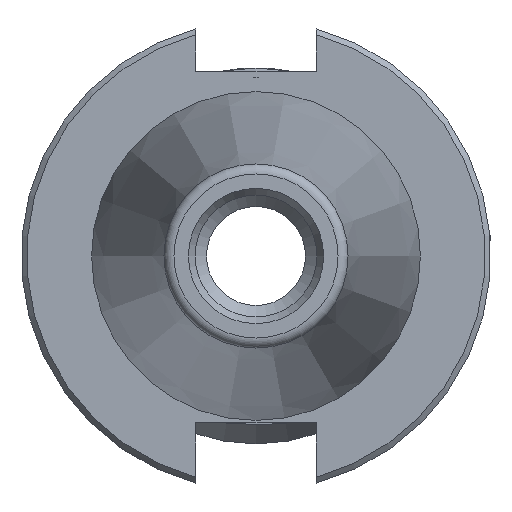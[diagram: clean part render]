
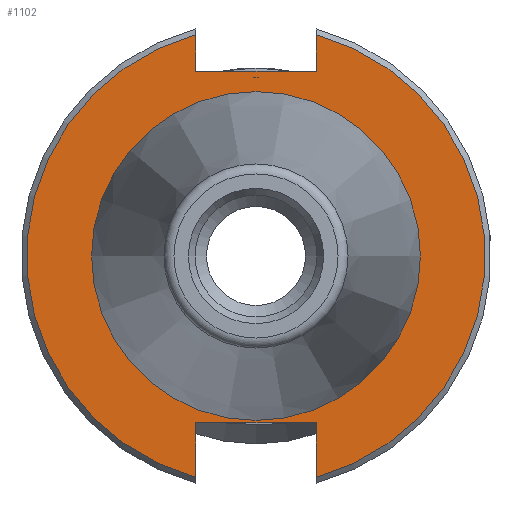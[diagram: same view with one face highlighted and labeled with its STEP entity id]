
A CAD part, left-side view. The second image highlights one B-rep face of the part: STEP entity #1102.
In plain terms, the highlighted planar face has unit normal (-1, 0, 0).
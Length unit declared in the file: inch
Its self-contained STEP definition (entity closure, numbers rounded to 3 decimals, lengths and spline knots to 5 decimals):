
#715=CARTESIAN_POINT('',(0.125,0.32,-0.888));
#716=VERTEX_POINT('',#715);
#723=CARTESIAN_POINT('',(0.125,0.32,-1.17729));
#724=VERTEX_POINT('',#723);
#725=CARTESIAN_POINT('',(0.125,0.32,-1.17729));
#726=DIRECTION('',(0.0,0.0,1.0));
#727=VECTOR('',#726,0.28929);
#728=LINE('',#725,#727);
#729=EDGE_CURVE('',#724,#716,#728,.T.);
#971=CARTESIAN_POINT('',(0.125,-0.32,-1.17729));
#972=VERTEX_POINT('',#971);
#986=CARTESIAN_POINT('',(0.125,-0.32,-0.888));
#987=VERTEX_POINT('',#986);
#988=CARTESIAN_POINT('',(0.125,-0.32,-0.888));
#989=DIRECTION('',(0.0,0.0,-1.0));
#990=VECTOR('',#989,0.28929);
#991=LINE('',#988,#990);
#992=EDGE_CURVE('',#987,#972,#991,.T.);
#1019=CARTESIAN_POINT('',(0.125,-0.32,1.17729));
#1020=VERTEX_POINT('',#1019);
#1034=CARTESIAN_POINT('',(0.125,0.0,0.0));
#1035=DIRECTION('',(1.0,0.0,0.0));
#1036=DIRECTION('',(0.0,-1.0,0.0));
#1037=AXIS2_PLACEMENT_3D('',#1034,#1035,#1036);
#1038=CIRCLE('',#1037,1.22);
#1039=EDGE_CURVE('',#1020,#972,#1038,.T.);
#1044=CARTESIAN_POINT('',(0.125,1.0625,0.0));
#1045=DIRECTION('',(-1.0,0.0,0.0));
#1046=DIRECTION('',(0.0,0.0,1.0));
#1047=AXIS2_PLACEMENT_3D('',#1044,#1045,#1046);
#1048=PLANE('',#1047);
#1049=ORIENTED_EDGE('',*,*,#1039,.F.);
#1050=CARTESIAN_POINT('',(0.125,-0.32,0.983));
#1051=VERTEX_POINT('',#1050);
#1052=CARTESIAN_POINT('',(0.125,-0.32,1.17729));
#1053=DIRECTION('',(0.0,0.0,-1.0));
#1054=VECTOR('',#1053,0.19429);
#1055=LINE('',#1052,#1054);
#1056=EDGE_CURVE('',#1020,#1051,#1055,.T.);
#1057=ORIENTED_EDGE('',*,*,#1056,.T.);
#1058=CARTESIAN_POINT('',(0.125,0.32,0.983));
#1059=VERTEX_POINT('',#1058);
#1060=CARTESIAN_POINT('',(0.125,-0.32,0.983));
#1061=DIRECTION('',(0.0,1.0,0.0));
#1062=VECTOR('',#1061,0.64);
#1063=LINE('',#1060,#1062);
#1064=EDGE_CURVE('',#1051,#1059,#1063,.T.);
#1065=ORIENTED_EDGE('',*,*,#1064,.T.);
#1066=CARTESIAN_POINT('',(0.125,0.32,1.17729));
#1067=VERTEX_POINT('',#1066);
#1068=CARTESIAN_POINT('',(0.125,0.32,0.983));
#1069=DIRECTION('',(0.0,0.0,1.0));
#1070=VECTOR('',#1069,0.19429);
#1071=LINE('',#1068,#1070);
#1072=EDGE_CURVE('',#1059,#1067,#1071,.T.);
#1073=ORIENTED_EDGE('',*,*,#1072,.T.);
#1074=CARTESIAN_POINT('',(0.125,0.0,0.0));
#1075=DIRECTION('',(1.0,0.0,0.0));
#1076=DIRECTION('',(0.0,1.0,0.0));
#1077=AXIS2_PLACEMENT_3D('',#1074,#1075,#1076);
#1078=CIRCLE('',#1077,1.22);
#1079=EDGE_CURVE('',#724,#1067,#1078,.T.);
#1080=ORIENTED_EDGE('',*,*,#1079,.F.);
#1081=ORIENTED_EDGE('',*,*,#729,.T.);
#1082=CARTESIAN_POINT('',(0.125,0.32,-0.888));
#1083=DIRECTION('',(0.0,-1.0,0.0));
#1084=VECTOR('',#1083,0.64);
#1085=LINE('',#1082,#1084);
#1086=EDGE_CURVE('',#716,#987,#1085,.T.);
#1087=ORIENTED_EDGE('',*,*,#1086,.T.);
#1088=ORIENTED_EDGE('',*,*,#992,.T.);
#1089=EDGE_LOOP('',(#1049,#1057,#1065,#1073,#1080,#1081,#1087,#1088));
#1090=FACE_OUTER_BOUND('',#1089,.T.);
#1091=CARTESIAN_POINT('',(0.125,0.875,0.0));
#1092=VERTEX_POINT('',#1091);
#1093=CARTESIAN_POINT('',(0.125,0.0,0.0));
#1094=DIRECTION('',(1.0,0.,0.0));
#1095=DIRECTION('',(0.,1.0,0.0));
#1096=AXIS2_PLACEMENT_3D('',#1093,#1094,#1095);
#1097=CIRCLE('',#1096,0.875);
#1098=EDGE_CURVE('',#1092,#1092,#1097,.T.);
#1099=ORIENTED_EDGE('',*,*,#1098,.T.);
#1100=EDGE_LOOP('',(#1099));
#1101=FACE_BOUND('',#1100,.T.);
#1102=ADVANCED_FACE('',(#1090,#1101),#1048,.T.);
